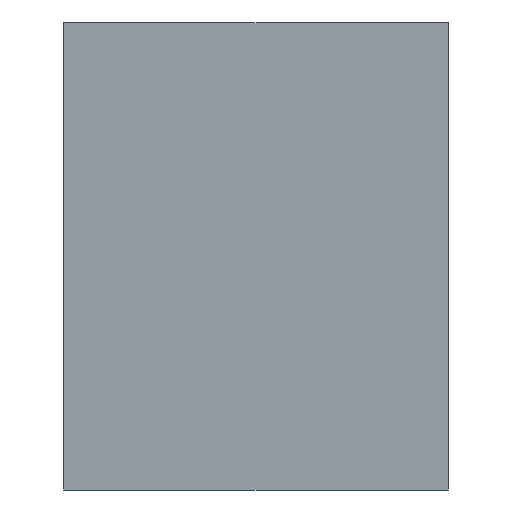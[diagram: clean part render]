
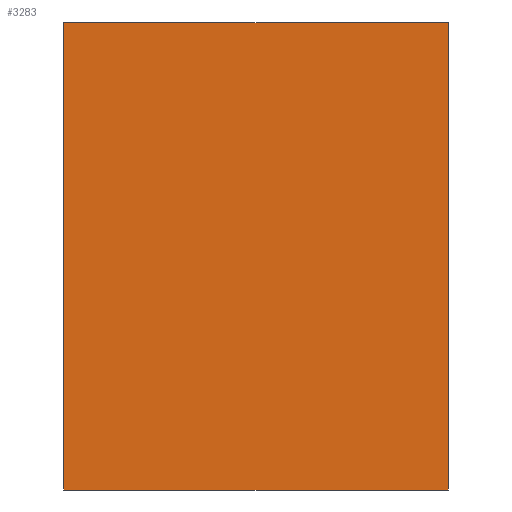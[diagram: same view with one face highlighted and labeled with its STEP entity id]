
A CAD part, front view. The second image highlights one B-rep face of the part: STEP entity #3283.
In plain terms, the highlighted planar face has unit normal (0, -1, 0).
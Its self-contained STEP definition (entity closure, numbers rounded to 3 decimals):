
#162=DIRECTION('',(1.,0.,0.));
#163=VECTOR('',#162,10.668);
#164=CARTESIAN_POINT('',(-5.334,-2.413,0.));
#165=LINE('',#164,#163);
#1006=DIRECTION('',(0.,0.,-1.));
#1007=VECTOR('',#1006,12.954);
#1008=CARTESIAN_POINT('',(5.334,-2.413,0.));
#1009=LINE('',#1008,#1007);
#1030=DIRECTION('',(1.,0.,0.));
#1031=VECTOR('',#1030,10.668);
#1032=CARTESIAN_POINT('',(-5.334,-2.413,-12.954));
#1033=LINE('',#1032,#1031);
#1106=DIRECTION('',(0.,0.,-1.));
#1107=VECTOR('',#1106,12.954);
#1108=CARTESIAN_POINT('',(-5.334,-2.413,0.));
#1109=LINE('',#1108,#1107);
#1306=CARTESIAN_POINT('',(-5.334,-2.413,0.));
#1307=CARTESIAN_POINT('',(5.334,-2.413,0.));
#1308=VERTEX_POINT('',#1306);
#1309=VERTEX_POINT('',#1307);
#1311=CARTESIAN_POINT('',(-5.334,-2.413,-12.954));
#1313=VERTEX_POINT('',#1311);
#1314=CARTESIAN_POINT('',(5.334,-2.413,-12.954));
#1315=VERTEX_POINT('',#1314);
#3272=CARTESIAN_POINT('',(-5.334,-2.413,0.));
#3273=DIRECTION('',(0.,-1.,0.));
#3274=DIRECTION('',(1.,0.,0.));
#3275=AXIS2_PLACEMENT_3D('',#3272,#3273,#3274);
#3276=PLANE('',#3275);
#3277=ORIENTED_EDGE('',*,*,#1713,.T.);
#3278=ORIENTED_EDGE('',*,*,#3163,.T.);
#3279=ORIENTED_EDGE('',*,*,#3225,.F.);
#3280=ORIENTED_EDGE('',*,*,#3104,.F.);
#3281=EDGE_LOOP('',(#3277,#3278,#3279,#3280));
#3282=FACE_OUTER_BOUND('',#3281,.F.);
#1713=EDGE_CURVE('',#1308,#1309,#165,.T.);
#3104=EDGE_CURVE('',#1308,#1313,#1109,.T.);
#3163=EDGE_CURVE('',#1309,#1315,#1009,.T.);
#3225=EDGE_CURVE('',#1313,#1315,#1033,.T.);
#3283=ADVANCED_FACE('',(#3282),#3276,.T.);
